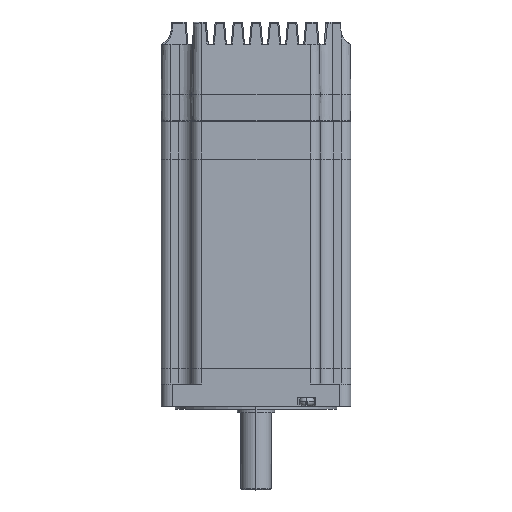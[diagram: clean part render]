
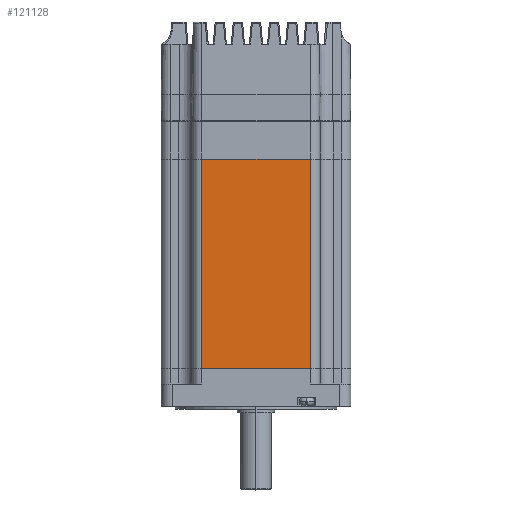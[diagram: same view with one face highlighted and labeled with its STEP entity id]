
A CAD part, front view. The second image highlights one B-rep face of the part: STEP entity #121128.
In plain terms, the highlighted planar face has unit normal (0, -1, 0).
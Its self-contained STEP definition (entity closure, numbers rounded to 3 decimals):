
#1004 = VERTEX_POINT ( 'NONE', #170587 ) ;
#3194 = LINE ( 'NONE', #109854, #170390 ) ;
#10677 = EDGE_CURVE ( 'NONE', #1004, #129731, #3194, .T. ) ;
#16126 = CARTESIAN_POINT ( 'NONE',  ( -24.5, -43., 95. ) ) ;
#17513 = LINE ( 'NONE', #55571, #153780 ) ;
#27756 = CARTESIAN_POINT ( 'NONE',  ( -24.5, -43., 95. ) ) ;
#27810 = VERTEX_POINT ( 'NONE', #53277 ) ;
#38291 = CARTESIAN_POINT ( 'NONE',  ( -24.5, -43., 0. ) ) ;
#41084 = DIRECTION ( 'NONE',  ( -1., 0., 0. ) ) ;
#42207 = DIRECTION ( 'NONE',  ( 0., 0., -1. ) ) ;
#45109 = EDGE_CURVE ( 'NONE', #27810, #157178, #17513, .T. ) ;
#46195 = VECTOR ( 'NONE', #54964, 1000. ) ;
#51682 = DIRECTION ( 'NONE',  ( 1., 0., 0. ) ) ;
#53277 = CARTESIAN_POINT ( 'NONE',  ( -24.5, -43., 95. ) ) ;
#53332 = EDGE_LOOP ( 'NONE', ( #102205, #151432, #158897, #137681 ) ) ;
#54964 = DIRECTION ( 'NONE',  ( 1., 0., 0. ) ) ;
#55571 = CARTESIAN_POINT ( 'NONE',  ( -24.5, -43., 95. ) ) ;
#56890 = EDGE_CURVE ( 'NONE', #27810, #1004, #81293, .T. ) ;
#63390 = EDGE_CURVE ( 'NONE', #157178, #129731, #118763, .T. ) ;
#80361 = PLANE ( 'NONE',  #157062 ) ;
#81219 = FACE_OUTER_BOUND ( 'NONE', #53332, .T. ) ;
#81293 = LINE ( 'NONE', #16126, #46195 ) ;
#82161 = CARTESIAN_POINT ( 'NONE',  ( 24.5, -43., 0. ) ) ;
#102205 = ORIENTED_EDGE ( 'NONE', *, *, #63390, .T. ) ;
#109854 = CARTESIAN_POINT ( 'NONE',  ( 24.5, -43., 95. ) ) ;
#114606 = VECTOR ( 'NONE', #51682, 1000. ) ;
#118763 = LINE ( 'NONE', #38291, #114606 ) ;
#120054 = DIRECTION ( 'NONE',  ( 0., 1., 0. ) ) ;
#121128 = ADVANCED_FACE ( 'NONE', ( #81219 ), #80361, .F. ) ;
#129731 = VERTEX_POINT ( 'NONE', #82161 ) ;
#137681 = ORIENTED_EDGE ( 'NONE', *, *, #45109, .T. ) ;
#151432 = ORIENTED_EDGE ( 'NONE', *, *, #10677, .F. ) ;
#153780 = VECTOR ( 'NONE', #42207, 1000. ) ;
#157062 = AXIS2_PLACEMENT_3D ( 'NONE', #27756, #120054, #41084 ) ;
#157178 = VERTEX_POINT ( 'NONE', #167182 ) ;
#158897 = ORIENTED_EDGE ( 'NONE', *, *, #56890, .F. ) ;
#162920 = DIRECTION ( 'NONE',  ( 0., 0., -1. ) ) ;
#167182 = CARTESIAN_POINT ( 'NONE',  ( -24.5, -43., 0. ) ) ;
#170390 = VECTOR ( 'NONE', #162920, 1000. ) ;
#170587 = CARTESIAN_POINT ( 'NONE',  ( 24.5, -43., 95. ) ) ;
